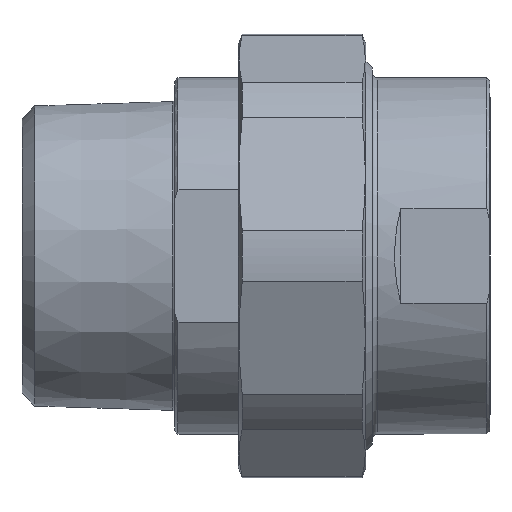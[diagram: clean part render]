
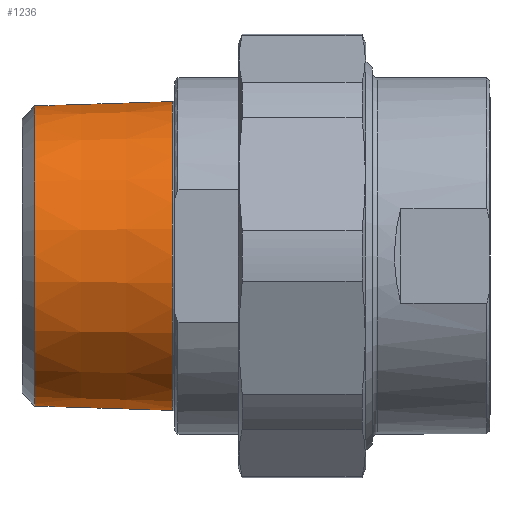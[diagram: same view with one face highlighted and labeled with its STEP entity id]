
A CAD part, front view. The second image highlights one B-rep face of the part: STEP entity #1236.
In plain terms, the highlighted conical face has half-angle 1.8 degrees and reference radius 23.877 mm.
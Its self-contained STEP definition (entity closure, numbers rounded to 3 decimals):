
#71=CONICAL_SURFACE('',#1456,23.877,0.031);
#188=FACE_OUTER_BOUND('',#271,.T.);
#271=EDGE_LOOP('',(#1077,#1078,#1079,#1080,#1081,#1082));
#339=LINE('',#2269,#396);
#396=VECTOR('',#1818,23.877);
#473=CIRCLE('',#1453,24.242);
#475=CIRCLE('',#1455,24.242);
#476=CIRCLE('',#1457,23.563);
#477=CIRCLE('',#1458,23.563);
#596=VERTEX_POINT('',#2262);
#597=VERTEX_POINT('',#2263);
#598=VERTEX_POINT('',#2268);
#599=VERTEX_POINT('',#2270);
#762=EDGE_CURVE('',#596,#597,#473,.T.);
#764=EDGE_CURVE('',#597,#596,#475,.T.);
#765=EDGE_CURVE('',#596,#598,#339,.T.);
#766=EDGE_CURVE('',#599,#598,#476,.T.);
#767=EDGE_CURVE('',#598,#599,#477,.T.);
#1077=ORIENTED_EDGE('',*,*,#762,.F.);
#1078=ORIENTED_EDGE('',*,*,#765,.T.);
#1079=ORIENTED_EDGE('',*,*,#766,.F.);
#1080=ORIENTED_EDGE('',*,*,#767,.F.);
#1081=ORIENTED_EDGE('',*,*,#765,.F.);
#1082=ORIENTED_EDGE('',*,*,#764,.F.);
#1236=ADVANCED_FACE('',(#188),#71,.T.);
#1453=AXIS2_PLACEMENT_3D('',#2264,#1810,#1811);
#1455=AXIS2_PLACEMENT_3D('',#2266,#1814,#1815);
#1456=AXIS2_PLACEMENT_3D('',#2267,#1816,#1817);
#1457=AXIS2_PLACEMENT_3D('',#2271,#1819,#1820);
#1458=AXIS2_PLACEMENT_3D('',#2272,#1821,#1822);
#1810=DIRECTION('center_axis',(1.,0.,0.));
#1811=DIRECTION('ref_axis',(0.,-1.,0.));
#1814=DIRECTION('center_axis',(1.,0.,0.));
#1815=DIRECTION('ref_axis',(0.,-1.,0.));
#1816=DIRECTION('center_axis',(1.,0.,0.));
#1817=DIRECTION('ref_axis',(0.,1.,0.));
#1818=DIRECTION('',(-1.,0.031,0.));
#1819=DIRECTION('center_axis',(-1.,0.,0.));
#1820=DIRECTION('ref_axis',(0.,-1.,0.));
#1821=DIRECTION('center_axis',(-1.,0.,0.));
#1822=DIRECTION('ref_axis',(0.,-1.,0.));
#2262=CARTESIAN_POINT('',(-23.887,-24.242,0.));
#2263=CARTESIAN_POINT('',(-23.887,0.,24.242));
#2264=CARTESIAN_POINT('Origin',(-23.887,0.,0.));
#2266=CARTESIAN_POINT('Origin',(-23.887,0.,0.));
#2267=CARTESIAN_POINT('Origin',(-35.5,0.,0.));
#2268=CARTESIAN_POINT('',(-45.501,-23.563,0.));
#2269=CARTESIAN_POINT('',(-35.5,-23.877,0.));
#2270=CARTESIAN_POINT('',(-45.501,23.563,0.));
#2271=CARTESIAN_POINT('Origin',(-45.501,0.,0.));
#2272=CARTESIAN_POINT('Origin',(-45.501,0.,0.));
